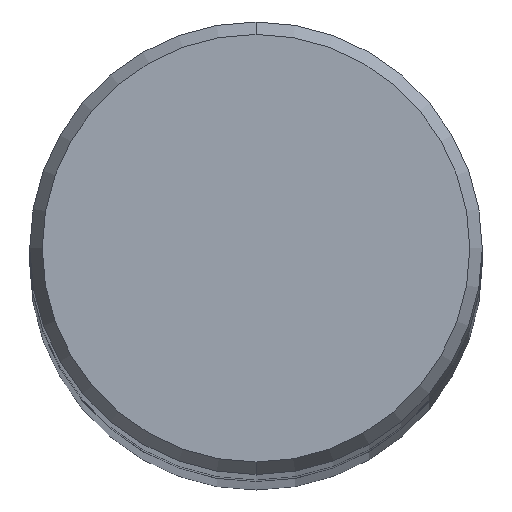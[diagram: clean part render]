
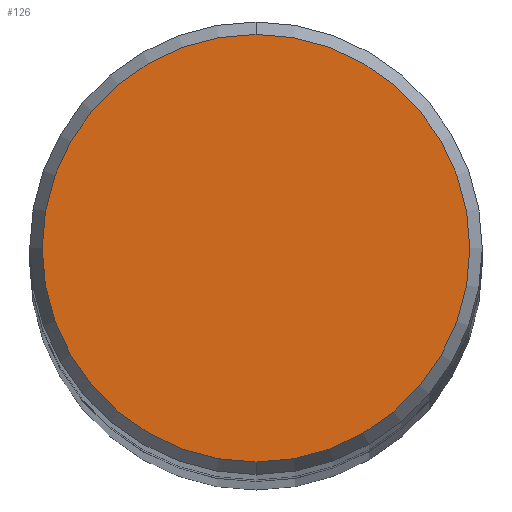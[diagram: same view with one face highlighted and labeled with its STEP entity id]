
A CAD part, top view. The second image highlights one B-rep face of the part: STEP entity #126.
In plain terms, the highlighted planar face has unit normal (0, 0, 1).
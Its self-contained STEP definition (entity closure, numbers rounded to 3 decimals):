
#126=ADVANCED_FACE('',(#273),#274,.T.);
#140=EDGE_CURVE('',#218,#178,#291,.T.);
#152=EDGE_CURVE('',#178,#218,#306,.T.);
#178=VERTEX_POINT('',#336);
#218=VERTEX_POINT('',#380);
#273=FACE_OUTER_BOUND('',#436,.T.);
#274=PLANE('',#437);
#291=CIRCLE('',#458,3.936);
#306=CIRCLE('',#477,3.936);
#336=CARTESIAN_POINT('',(0.,-3.936,0.0));
#380=CARTESIAN_POINT('',(0.0,3.936,0.0));
#436=EDGE_LOOP('',(#609,#610));
#437=AXIS2_PLACEMENT_3D('',#611,#612,#613);
#458=AXIS2_PLACEMENT_3D('',#641,#642,#643);
#477=AXIS2_PLACEMENT_3D('',#671,#672,#673);
#609=ORIENTED_EDGE('',*,*,#140,.F.);
#610=ORIENTED_EDGE('',*,*,#152,.F.);
#611=CARTESIAN_POINT('',(0.0,1.968,0.0));
#612=DIRECTION('',(-0.0,0.0,1.0));
#613=DIRECTION('',(0.0,-1.0,0.0));
#641=CARTESIAN_POINT('',(0.0,0.0,0.0));
#642=DIRECTION('',(0.0,0.0,-1.0));
#643=DIRECTION('',(0.0,1.0,0.0));
#671=CARTESIAN_POINT('',(0.0,0.0,0.0));
#672=DIRECTION('',(0.0,0.0,-1.0));
#673=DIRECTION('',(0.0,1.0,0.0));
